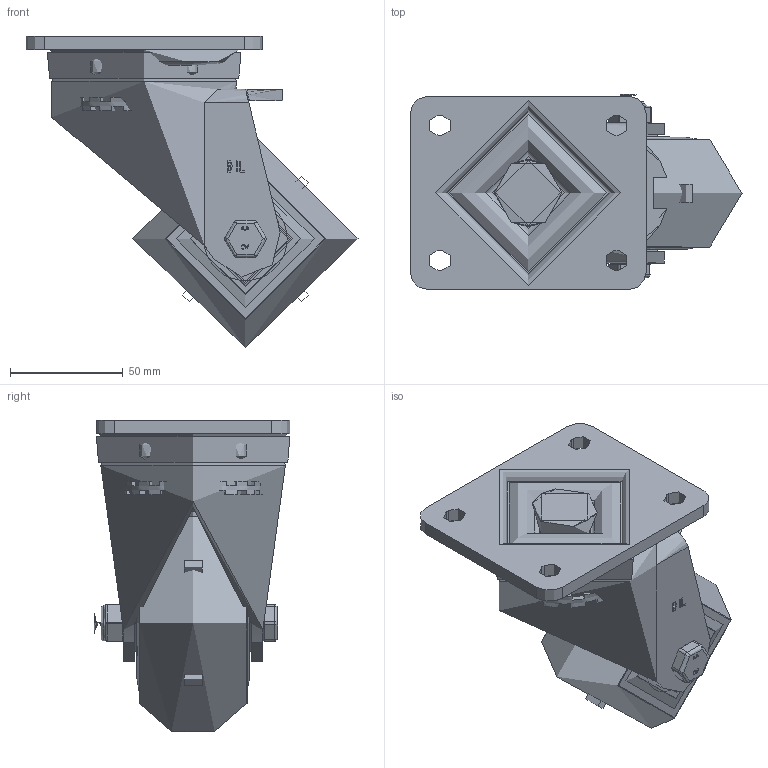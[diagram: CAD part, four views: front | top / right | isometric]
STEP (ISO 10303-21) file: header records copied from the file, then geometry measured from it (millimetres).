
FILE_DESCRIPTION(/* description */ (''),/* implementation_level */ '2;1');
FILE_NAME(/* name */ 'BZXP100RPTABJ.step',/* time_stamp */ '2024-10-18T10:52:26+01:00',/* author */ (''),/* organization */ (''),/* preprocessor_version */ 'ST-DEVELOPER v20',/* originating_system */ 'Autodesk Translation Framework v13.20.0.188',/* authorisation */ '');
FILE_SCHEMA (('AUTOMOTIVE_DESIGN { 1 0 10303 214 3 1 1 }'));
Products named in the file (40): BZXP100RPTABJ; BZMH100WRPTABJM2 v2; ALUMINIUM RIM; POLYURETHANE TYRE; BEARING6004 v1; BEARING6004; METAL; MIDDLE; BALL BEARINGS; Component1; RUBBER; BEARING6004 v1 (1); BEARING6004 (1); METAL (1); MIDDLE (1); BALL BEARINGS (1); Component1 (1); RUBBER (1); BEARING SPACER; BZXP100AS - 2 - 52 v1; BZXP100AS v1 (2); ZINC PLATED, PRESSED STEEL TOP PLATE (2); ZINC PLATED, PRESSED STEEL TOP PLATE Geometry (2); Pattern (2); Component8 (2); NUT (2); Pattern2 (2); Component7 (2); BEARING SEAL (2); ZINC PLATED, PRESSED STEEL FORKS (2); TH20X1X10 - 3 v1; ZINC PLATED HEADED SPACER; TH20X1X10 - 3 v1 (1); ZINC PLATED HEADED SPACER (1); NYLOCM10Z v1; NYLOC NUT (1); RUBBER (3); NUT (4); BOLTM10X75Z8.8 v2; GRADE 8.8 ZINC PLATED BOLT
Assembly tree (83 placements, depth 6):
  BZXP100RPTABJ
    BZMH100WRPTABJM2 v2
      ALUMINIUM RIM
      POLYURETHANE TYRE
      BEARING6004 v1
        BEARING6004
          METAL
          MIDDLE
          BALL BEARINGS
            Component1  x9
          RUBBER
      BEARING6004 v1 (1)
        BEARING6004 (1)
          METAL (1)
          MIDDLE (1)
          BALL BEARINGS (1)
            Component1 (1)  x9
          RUBBER (1)
      BEARING SPACER
    BZXP100AS - 2 - 52 v1
      BZXP100AS v1 (2)
        ZINC PLATED, PRESSED STEEL TOP PLATE (2)
          ZINC PLATED, PRESSED STEEL TOP PLATE Geometry (2)
          Pattern (2)
            Component8 (2)  x14
          NUT (2)
          Pattern2 (2)
            Component7 (2)  x16
        BEARING SEAL (2)
        ZINC PLATED, PRESSED STEEL FORKS (2)
    TH20X1X10 - 3 v1
      ZINC PLATED HEADED SPACER
    TH20X1X10 - 3 v1 (1)
      ZINC PLATED HEADED SPACER (1)
    NYLOCM10Z v1
      NYLOC NUT (1)
        RUBBER (3)
        NUT (4)
    BOLTM10X75Z8.8 v2
      GRADE 8.8 ZINC PLATED BOLT
Bounding box: 147.5 x 87 x 138.27 mm (x, y, z)
Volume: 491165 mm3; surface area: 183258 mm2
Topology: 70 solids, 70 shells, 1462 faces, 3709 edges, 2413 vertices
Faces by surface type: plane 583, bspline 455, cylinder 282, sphere 96, torus 31, cone 15
Full cylindrical faces by diameter (mm): 6 x16, 8 x18, 8.141 x18, 9.85 x18, 10 x3, 10.2 x2, 10.5 x2, 12 x2, 16 x6, 19.75 x2, 20 x2, 21 x1, 24 x2, 25 x10, 26 x5, 27 x8, 30 x1, 35 x4, 36 x5, 37 x4, 38 x10, 42 x4, 61 x4, 62 x1, 65.665 x1, 72 x1, 80 x2, 82 x1
Entity records: 56418 total; most frequent: CARTESIAN_POINT 23641, ORIENTED_EDGE 7130, DIRECTION 5402, EDGE_CURVE 3565, VERTEX_POINT 2321, AXIS2_PLACEMENT_3D 1858, LINE 1686, VECTOR 1686
